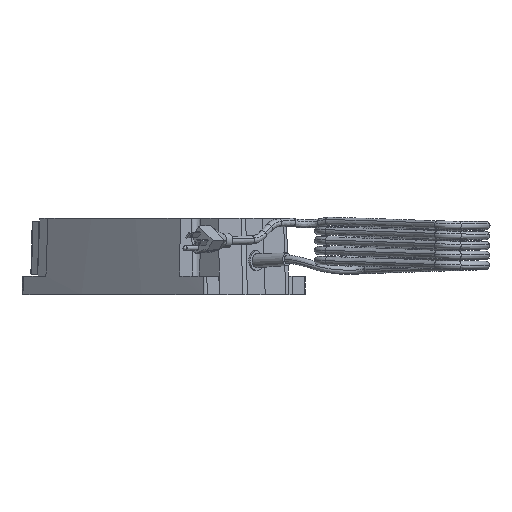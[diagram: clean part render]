
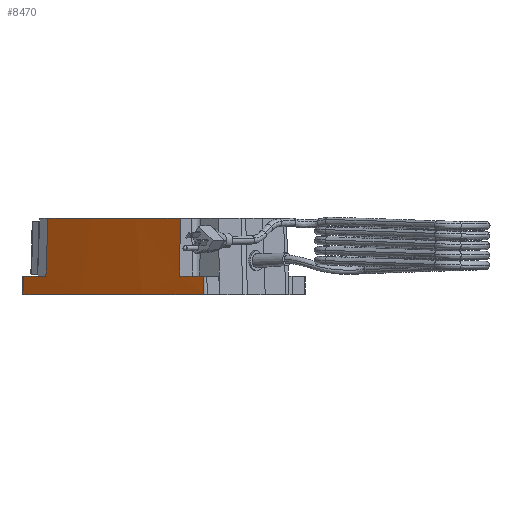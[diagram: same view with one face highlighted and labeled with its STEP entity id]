
A CAD part, front view. The second image highlights one B-rep face of the part: STEP entity #8470.
In plain terms, the highlighted conical face has half-angle 2 degrees and reference radius 2999.98 mm.
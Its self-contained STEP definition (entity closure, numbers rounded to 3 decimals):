
#134=B_SPLINE_CURVE_WITH_KNOTS('',3,(#13568,#13569,#13570,#13571),
 .UNSPECIFIED.,.F.,.F.,(4,4),(1.482,3.238),
 .UNSPECIFIED.);
#281=(
BOUNDED_CURVE()
B_SPLINE_CURVE(2,(#13394,#13395,#13396),.UNSPECIFIED.,.F.,.F.)
B_SPLINE_CURVE_WITH_KNOTS((3,3),(0.,5.804),.UNSPECIFIED.)
CURVE()
GEOMETRIC_REPRESENTATION_ITEM()
RATIONAL_B_SPLINE_CURVE((1.,1.,1.))
REPRESENTATION_ITEM('')
);
#287=(
BOUNDED_CURVE()
B_SPLINE_CURVE(2,(#13475,#13476,#13477),.UNSPECIFIED.,.F.,.F.)
B_SPLINE_CURVE_WITH_KNOTS((3,3),(0.,5.804),.UNSPECIFIED.)
CURVE()
GEOMETRIC_REPRESENTATION_ITEM()
RATIONAL_B_SPLINE_CURVE((1.,1.,1.))
REPRESENTATION_ITEM('')
);
#300=CONICAL_SURFACE('',#9262,2999.983,2.);
#1038=FACE_OUTER_BOUND('',#1581,.T.);
#1581=EDGE_LOOP('',(#7266,#7267,#7268,#7269,#7270,#7271,#7272,#7273));
#2340=LINE('',#13564,#3013);
#3013=VECTOR('',#11314,19.012);
#3300=CIRCLE('',#9061,2997.295);
#3351=CIRCLE('',#9219,2999.32);
#3359=CIRCLE('',#9241,2999.32);
#3364=CIRCLE('',#9263,2999.983);
#3894=VERTEX_POINT('',#12983);
#3895=VERTEX_POINT('',#12985);
#4028=VERTEX_POINT('',#13393);
#4031=VERTEX_POINT('',#13407);
#4049=VERTEX_POINT('',#13474);
#4053=VERTEX_POINT('',#13492);
#4073=VERTEX_POINT('',#13563);
#4074=VERTEX_POINT('',#13567);
#4917=EDGE_CURVE('',#3895,#3894,#3300,.T.);
#5103=EDGE_CURVE('',#3894,#4028,#281,.T.);
#5109=EDGE_CURVE('',#4028,#4031,#3351,.T.);
#5138=EDGE_CURVE('',#4049,#3895,#287,.T.);
#5145=EDGE_CURVE('',#4053,#4049,#3359,.T.);
#5180=EDGE_CURVE('',#4073,#4053,#2340,.T.);
#5182=EDGE_CURVE('',#4074,#4031,#134,.T.);
#5183=EDGE_CURVE('',#4073,#4074,#3364,.T.);
#7266=ORIENTED_EDGE('',*,*,#5109,.T.);
#7267=ORIENTED_EDGE('',*,*,#5182,.F.);
#7268=ORIENTED_EDGE('',*,*,#5183,.F.);
#7269=ORIENTED_EDGE('',*,*,#5180,.T.);
#7270=ORIENTED_EDGE('',*,*,#5145,.T.);
#7271=ORIENTED_EDGE('',*,*,#5138,.T.);
#7272=ORIENTED_EDGE('',*,*,#4917,.T.);
#7273=ORIENTED_EDGE('',*,*,#5103,.T.);
#8470=ADVANCED_FACE('',(#1038),#300,.T.);
#9061=AXIS2_PLACEMENT_3D('',#12986,#10738,#10739);
#9219=AXIS2_PLACEMENT_3D('',#13409,#11177,#11178);
#9241=AXIS2_PLACEMENT_3D('',#13493,#11243,#11244);
#9262=AXIS2_PLACEMENT_3D('',#13566,#11317,#11318);
#9263=AXIS2_PLACEMENT_3D('',#13572,#11319,#11320);
#10738=DIRECTION('center_axis',(0.,0.,1.));
#10739=DIRECTION('ref_axis',(0.04,0.999,0.));
#11177=DIRECTION('center_axis',(0.,0.,1.));
#11178=DIRECTION('ref_axis',(0.04,0.999,0.));
#11243=DIRECTION('center_axis',(0.,0.,1.));
#11244=DIRECTION('ref_axis',(0.04,0.999,0.));
#11314=DIRECTION('',(-0.001,-0.035,-0.999));
#11317=DIRECTION('center_axis',(0.,0.,1.));
#11318=DIRECTION('ref_axis',(0.04,0.999,0.));
#11319=DIRECTION('center_axis',(0.,0.,1.));
#11320=DIRECTION('ref_axis',(0.04,0.999,0.));
#12983=CARTESIAN_POINT('',(-87.758,77.012,-75.8));
#12985=CARTESIAN_POINT('',(87.758,77.012,-75.8));
#12986=CARTESIAN_POINT('Origin',(0.,-2918.998,-75.8));
#13393=CARTESIAN_POINT('',(-88.77,79.008,-17.8));
#13394=CARTESIAN_POINT('Ctrl Pts',(-87.758,77.012,-75.8));
#13395=CARTESIAN_POINT('Ctrl Pts',(-88.264,78.01,-46.81));
#13396=CARTESIAN_POINT('Ctrl Pts',(-88.77,79.008,-17.8));
#13407=CARTESIAN_POINT('',(-119.572,77.938,-17.8));
#13409=CARTESIAN_POINT('Origin',(0.,-2918.998,-17.8));
#13474=CARTESIAN_POINT('',(88.77,79.008,-17.8));
#13475=CARTESIAN_POINT('Ctrl Pts',(88.77,79.008,-17.8));
#13476=CARTESIAN_POINT('Ctrl Pts',(88.264,78.01,-46.81));
#13477=CARTESIAN_POINT('Ctrl Pts',(87.758,77.012,-75.8));
#13492=CARTESIAN_POINT('',(119.581,77.937,-17.8));
#13493=CARTESIAN_POINT('Origin',(0.,-2918.998,-17.8));
#13563=CARTESIAN_POINT('',(119.607,78.6,1.2));
#13564=CARTESIAN_POINT('',(119.607,78.6,1.2));
#13566=CARTESIAN_POINT('Origin',(0.,-2918.998,1.2));
#13567=CARTESIAN_POINT('',(-119.607,78.6,1.2));
#13568=CARTESIAN_POINT('Ctrl Pts',(-119.607,78.6,1.2));
#13569=CARTESIAN_POINT('Ctrl Pts',(-119.596,78.384,-5.009));
#13570=CARTESIAN_POINT('Ctrl Pts',(-119.584,78.161,-11.382));
#13571=CARTESIAN_POINT('Ctrl Pts',(-119.572,77.938,-17.8));
#13572=CARTESIAN_POINT('Origin',(0.,-2918.998,1.2));
